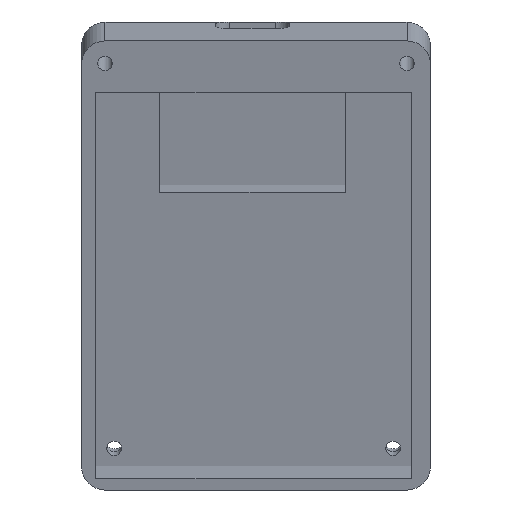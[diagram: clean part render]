
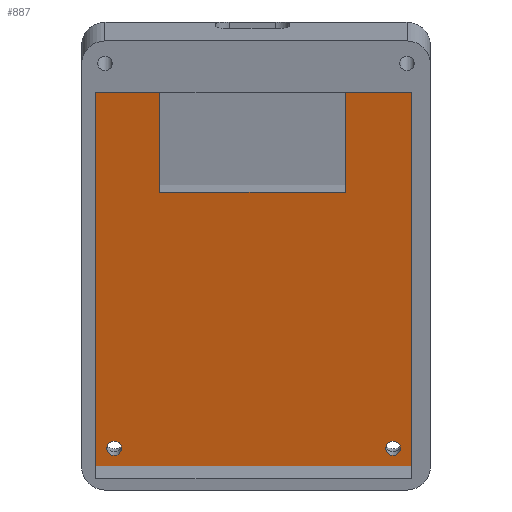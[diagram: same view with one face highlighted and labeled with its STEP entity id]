
A CAD part, top view. The second image highlights one B-rep face of the part: STEP entity #887.
In plain terms, the highlighted planar face has unit normal (0, -0.259, 0.966).
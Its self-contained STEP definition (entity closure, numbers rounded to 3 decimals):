
#21=FACE_BOUND('',#143,.T.);
#22=FACE_BOUND('',#144,.T.);
#39=PLANE('',#989);
#86=FACE_OUTER_BOUND('',#142,.T.);
#142=EDGE_LOOP('',(#726,#727,#728,#729,#730,#731,#732,#733));
#143=EDGE_LOOP('',(#734));
#144=EDGE_LOOP('',(#735));
#205=CIRCLE('',#990,1.6);
#206=CIRCLE('',#991,1.6);
#253=LINE('',#1531,#326);
#256=LINE('',#1536,#329);
#258=LINE('',#1540,#331);
#260=LINE('',#1544,#333);
#261=LINE('',#1546,#334);
#262=LINE('',#1548,#335);
#263=LINE('',#1550,#336);
#264=LINE('',#1551,#337);
#326=VECTOR('',#1195,10.);
#329=VECTOR('',#1200,10.);
#331=VECTOR('',#1204,10.);
#333=VECTOR('',#1208,10.);
#334=VECTOR('',#1209,10.);
#335=VECTOR('',#1210,10.);
#336=VECTOR('',#1211,10.);
#337=VECTOR('',#1212,10.);
#424=VERTEX_POINT('',#1529);
#425=VERTEX_POINT('',#1530);
#426=VERTEX_POINT('',#1535);
#427=VERTEX_POINT('',#1539);
#428=VERTEX_POINT('',#1543);
#429=VERTEX_POINT('',#1545);
#430=VERTEX_POINT('',#1547);
#431=VERTEX_POINT('',#1549);
#432=VERTEX_POINT('',#1552);
#433=VERTEX_POINT('',#1554);
#534=EDGE_CURVE('',#424,#425,#253,.T.);
#537=EDGE_CURVE('',#426,#424,#256,.T.);
#539=EDGE_CURVE('',#427,#426,#258,.T.);
#541=EDGE_CURVE('',#425,#428,#260,.T.);
#542=EDGE_CURVE('',#428,#429,#261,.T.);
#543=EDGE_CURVE('',#429,#430,#262,.T.);
#544=EDGE_CURVE('',#430,#431,#263,.T.);
#545=EDGE_CURVE('',#431,#427,#264,.T.);
#546=EDGE_CURVE('',#432,#432,#205,.T.);
#547=EDGE_CURVE('',#433,#433,#206,.T.);
#726=ORIENTED_EDGE('',*,*,#539,.T.);
#727=ORIENTED_EDGE('',*,*,#537,.T.);
#728=ORIENTED_EDGE('',*,*,#534,.T.);
#729=ORIENTED_EDGE('',*,*,#541,.T.);
#730=ORIENTED_EDGE('',*,*,#542,.T.);
#731=ORIENTED_EDGE('',*,*,#543,.T.);
#732=ORIENTED_EDGE('',*,*,#544,.T.);
#733=ORIENTED_EDGE('',*,*,#545,.T.);
#734=ORIENTED_EDGE('',*,*,#546,.T.);
#735=ORIENTED_EDGE('',*,*,#547,.T.);
#887=ADVANCED_FACE('',(#86,#21,#22),#39,.T.);
#989=AXIS2_PLACEMENT_3D('',#1542,#1206,#1207);
#990=AXIS2_PLACEMENT_3D('',#1553,#1213,#1214);
#991=AXIS2_PLACEMENT_3D('',#1555,#1215,#1216);
#1195=DIRECTION('',(0.,0.966,0.259));
#1200=DIRECTION('',(-1.,0.,0.));
#1204=DIRECTION('',(0.,-0.966,-0.259));
#1206=DIRECTION('center_axis',(0.,-0.259,0.966));
#1207=DIRECTION('ref_axis',(1.,0.,0.));
#1208=DIRECTION('',(-1.,0.,0.));
#1209=DIRECTION('',(0.,-0.966,-0.259));
#1210=DIRECTION('',(1.,0.,0.));
#1211=DIRECTION('',(0.,0.966,0.259));
#1212=DIRECTION('',(-1.,0.,0.));
#1213=DIRECTION('center_axis',(0.,0.259,-0.966));
#1214=DIRECTION('ref_axis',(-1.,0.,0.));
#1215=DIRECTION('center_axis',(0.,0.259,-0.966));
#1216=DIRECTION('ref_axis',(-1.,0.,0.));
#1529=CARTESIAN_POINT('',(-20.25,16.093,9.488));
#1530=CARTESIAN_POINT('',(-20.25,40.241,15.959));
#1531=CARTESIAN_POINT('',(-20.25,7.399,7.159));
#1535=CARTESIAN_POINT('',(19.75,16.093,9.488));
#1536=CARTESIAN_POINT('',(9.875,16.093,9.488));
#1539=CARTESIAN_POINT('',(19.75,40.241,15.959));
#1540=CARTESIAN_POINT('',(19.75,19.473,10.394));
#1542=CARTESIAN_POINT('Origin',(0.,-1.294,
4.83));
#1543=CARTESIAN_POINT('',(-34.,40.241,15.959));
#1544=CARTESIAN_POINT('',(34.,40.241,15.959));
#1545=CARTESIAN_POINT('',(-34.,-42.829,-6.3));
#1546=CARTESIAN_POINT('',(-34.,40.241,15.959));
#1547=CARTESIAN_POINT('',(34.,-42.829,-6.3));
#1548=CARTESIAN_POINT('',(-34.,-42.829,-6.3));
#1549=CARTESIAN_POINT('',(34.,40.241,15.959));
#1550=CARTESIAN_POINT('',(34.,-42.829,-6.3));
#1551=CARTESIAN_POINT('',(34.,40.241,15.959));
#1552=CARTESIAN_POINT('',(-28.4,-38.965,-5.264));
#1553=CARTESIAN_POINT('Origin',(-30.,-38.965,-5.264));
#1554=CARTESIAN_POINT('',(31.6,-38.965,-5.264));
#1555=CARTESIAN_POINT('Origin',(30.,-38.965,-5.264));
